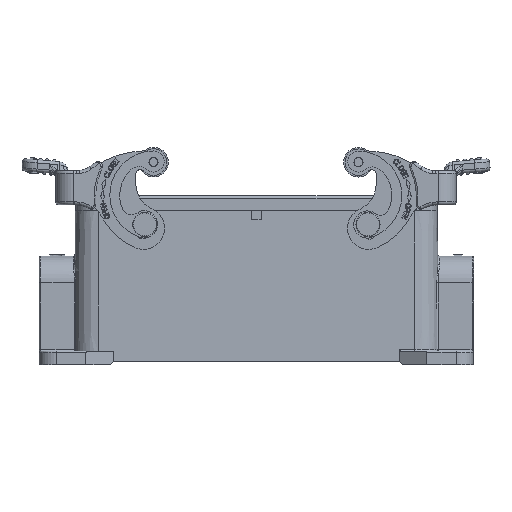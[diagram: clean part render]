
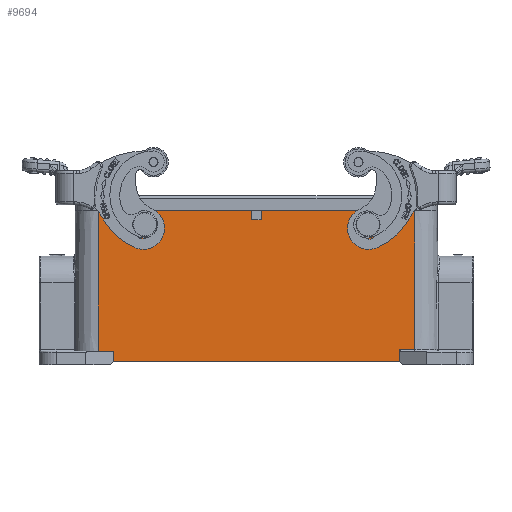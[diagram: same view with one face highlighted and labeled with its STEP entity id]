
A CAD part, left-side view. The second image highlights one B-rep face of the part: STEP entity #9694.
In plain terms, the highlighted planar face has unit normal (-1, 0, 0.009).
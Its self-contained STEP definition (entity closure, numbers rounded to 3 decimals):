
#35=ELLIPSE('',#37203,1.5,1.5);
#37=ELLIPSE('',#37206,1.5,1.5);
#9694=ADVANCED_FACE('',(#11705,#11706,#11707),#11035,.T.);
#11035=PLANE('',#37263);
#11705=FACE_BOUND('',#12803,.T.);
#11706=FACE_BOUND('',#12804,.T.);
#11707=FACE_BOUND('',#12805,.T.);
#12803=EDGE_LOOP('',(#22446,#22447,#22448,#22449,#22450,#22451,#22452,#22453,
#22454,#22455,#22456,#22457));
#12804=EDGE_LOOP('',(#22458));
#12805=EDGE_LOOP('',(#22459));
#14891=LINE('',#56761,#17211);
#14893=LINE('',#56765,#17213);
#14902=LINE('',#56783,#17222);
#14909=LINE('',#56804,#17229);
#14910=LINE('',#56806,#17230);
#14911=LINE('',#56808,#17231);
#14912=LINE('',#56809,#17232);
#14913=LINE('',#56811,#17233);
#14914=LINE('',#56813,#17234);
#14915=LINE('',#56814,#17235);
#14916=LINE('',#56816,#17236);
#14917=LINE('',#56818,#17237);
#17211=VECTOR('',#42394,1.);
#17213=VECTOR('',#42398,1.);
#17222=VECTOR('',#42411,1.);
#17229=VECTOR('',#42428,1.);
#17230=VECTOR('',#42431,1.);
#17231=VECTOR('',#42432,1.);
#17232=VECTOR('',#42433,1.);
#17233=VECTOR('',#42434,1.);
#17234=VECTOR('',#42435,1.);
#17235=VECTOR('',#42436,1.);
#17236=VECTOR('',#42437,1.);
#17237=VECTOR('',#42438,1.);
#22446=ORIENTED_EDGE('',*,*,#32328,.T.);
#22447=ORIENTED_EDGE('',*,*,#32316,.T.);
#22448=ORIENTED_EDGE('',*,*,#32327,.T.);
#22449=ORIENTED_EDGE('',*,*,#32329,.T.);
#22450=ORIENTED_EDGE('',*,*,#32307,.F.);
#22451=ORIENTED_EDGE('',*,*,#32305,.T.);
#22452=ORIENTED_EDGE('',*,*,#32330,.T.);
#22453=ORIENTED_EDGE('',*,*,#32331,.F.);
#22454=ORIENTED_EDGE('',*,*,#32332,.F.);
#22455=ORIENTED_EDGE('',*,*,#32333,.T.);
#22456=ORIENTED_EDGE('',*,*,#32334,.T.);
#22457=ORIENTED_EDGE('',*,*,#32335,.T.);
#22458=ORIENTED_EDGE('',*,*,#32231,.T.);
#22459=ORIENTED_EDGE('',*,*,#32229,.T.);
#28687=VERTEX_POINT('',#56570);
#28689=VERTEX_POINT('',#56575);
#28711=VERTEX_POINT('',#56625);
#28751=VERTEX_POINT('',#56760);
#28752=VERTEX_POINT('',#56762);
#28753=VERTEX_POINT('',#56766);
#28760=VERTEX_POINT('',#56784);
#28761=VERTEX_POINT('',#56785);
#28768=VERTEX_POINT('',#56803);
#28769=VERTEX_POINT('',#56807);
#28770=VERTEX_POINT('',#56810);
#28771=VERTEX_POINT('',#56812);
#28772=VERTEX_POINT('',#56815);
#28773=VERTEX_POINT('',#56817);
#32229=EDGE_CURVE('',#28687,#28687,#35,.T.);
#32231=EDGE_CURVE('',#28689,#28689,#37,.T.);
#32305=EDGE_CURVE('',#28752,#28751,#14891,.T.);
#32307=EDGE_CURVE('',#28752,#28753,#14893,.T.);
#32316=EDGE_CURVE('',#28760,#28761,#14902,.T.);
#32327=EDGE_CURVE('',#28761,#28768,#14909,.T.);
#32328=EDGE_CURVE('',#28769,#28760,#14910,.T.);
#32329=EDGE_CURVE('',#28768,#28753,#14911,.T.);
#32330=EDGE_CURVE('',#28751,#28770,#14912,.T.);
#32331=EDGE_CURVE('',#28771,#28770,#14913,.T.);
#32332=EDGE_CURVE('',#28711,#28771,#14914,.T.);
#32333=EDGE_CURVE('',#28711,#28772,#14915,.T.);
#32334=EDGE_CURVE('',#28772,#28773,#14916,.T.);
#32335=EDGE_CURVE('',#28773,#28769,#14917,.T.);
#37203=AXIS2_PLACEMENT_3D('',#56569,#42256,#42257);
#37206=AXIS2_PLACEMENT_3D('',#56574,#42262,#42263);
#37263=AXIS2_PLACEMENT_3D('',#56819,#42439,#42440);
#42256=DIRECTION('',(1.,0.,-0.009));
#42257=DIRECTION('',(-0.009,0.,-1.));
#42262=DIRECTION('',(1.,0.,-0.009));
#42263=DIRECTION('',(-0.009,0.,-1.));
#42394=DIRECTION('',(0.,1.,0.));
#42398=DIRECTION('',(-0.009,0.,-1.));
#42411=DIRECTION('',(0.,1.,0.));
#42428=DIRECTION('',(-0.009,0.,-1.));
#42431=DIRECTION('',(0.009,0.,1.));
#42432=DIRECTION('',(0.,1.,0.));
#42433=DIRECTION('',(-0.009,0.,-1.));
#42434=DIRECTION('',(0.,1.,0.));
#42435=DIRECTION('',(0.009,0.,1.));
#42436=DIRECTION('',(0.,-1.,0.));
#42437=DIRECTION('',(0.009,0.,1.));
#42438=DIRECTION('',(0.,-1.,0.));
#42439=DIRECTION('',(-1.,0.,0.009));
#42440=DIRECTION('',(0.,1.,0.));
#56569=CARTESIAN_POINT('',(-21.539,37.,46.5));
#56570=CARTESIAN_POINT('',(-21.552,37.,45.));
#56574=CARTESIAN_POINT('',(-21.539,-37.,46.5));
#56575=CARTESIAN_POINT('',(-21.552,-37.,45.));
#56625=CARTESIAN_POINT('',(-21.936,47.5,1.));
#56760=CARTESIAN_POINT('',(-21.5,52.5,51.));
#56761=CARTESIAN_POINT('',(-21.5,1.6,51.));
#56762=CARTESIAN_POINT('',(-21.5,1.6,51.));
#56765=CARTESIAN_POINT('',(-21.5,1.6,51.));
#56766=CARTESIAN_POINT('',(-21.526,1.6,48.));
#56783=CARTESIAN_POINT('',(-21.5,-52.5,51.));
#56784=CARTESIAN_POINT('',(-21.5,-52.5,51.));
#56785=CARTESIAN_POINT('',(-21.5,-1.6,51.));
#56803=CARTESIAN_POINT('',(-21.526,-1.6,48.));
#56804=CARTESIAN_POINT('',(-21.5,-1.6,51.));
#56806=CARTESIAN_POINT('',(-21.901,-52.5,4.996));
#56807=CARTESIAN_POINT('',(-21.901,-52.5,4.996));
#56808=CARTESIAN_POINT('',(-21.526,-1.6,48.));
#56809=CARTESIAN_POINT('',(-21.5,52.5,51.));
#56810=CARTESIAN_POINT('',(-21.906,52.5,4.5));
#56811=CARTESIAN_POINT('',(-21.906,47.5,4.5));
#56812=CARTESIAN_POINT('',(-21.906,47.5,4.5));
#56813=CARTESIAN_POINT('',(-21.936,47.5,1.));
#56814=CARTESIAN_POINT('',(-21.936,47.5,1.));
#56815=CARTESIAN_POINT('',(-21.936,-47.5,1.));
#56816=CARTESIAN_POINT('',(-21.936,-47.5,1.));
#56817=CARTESIAN_POINT('',(-21.901,-47.5,4.996));
#56818=CARTESIAN_POINT('',(-21.901,-47.5,4.996));
#56819=CARTESIAN_POINT('',(-21.5,55.148,51.));
